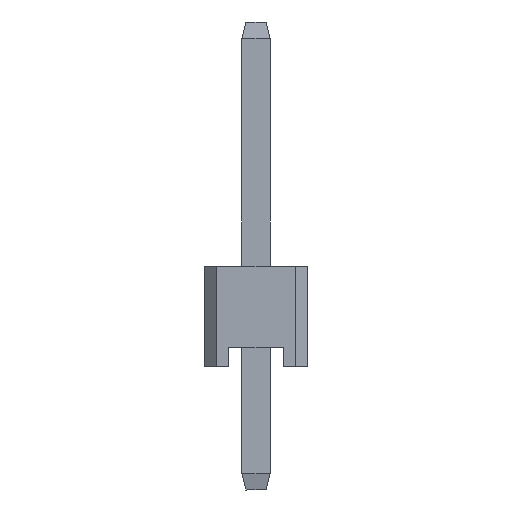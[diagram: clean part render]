
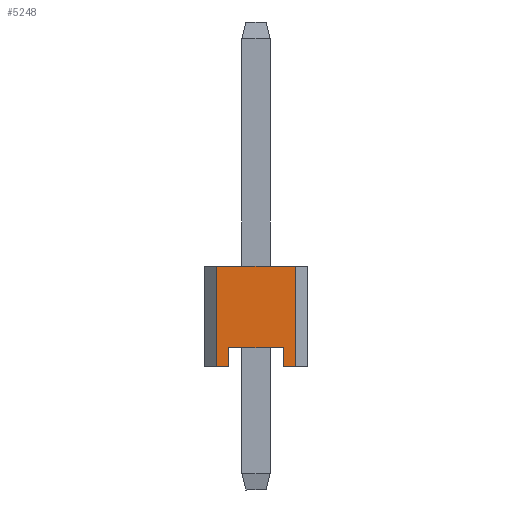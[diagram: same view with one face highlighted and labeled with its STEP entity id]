
A CAD part, front view. The second image highlights one B-rep face of the part: STEP entity #5248.
In plain terms, the highlighted face is planar.
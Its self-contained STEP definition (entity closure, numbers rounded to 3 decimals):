
#5 = CARTESIAN_POINT ( 'NONE',  ( 0.97, 1.27, 2.5 ) ) ;
#132 = VECTOR ( 'NONE', #317, 1000. ) ;
#205 = VECTOR ( 'NONE', #2015, 1000. ) ;
#262 = LINE ( 'NONE', #3624, #132 ) ;
#317 = DIRECTION ( 'NONE',  ( 1., 0., 0. ) ) ;
#474 = VERTEX_POINT ( 'NONE', #523 ) ;
#523 = CARTESIAN_POINT ( 'NONE',  ( 0.67, 1.27, 0.5 ) ) ;
#553 = LINE ( 'NONE', #2546, #2932 ) ;
#595 = CARTESIAN_POINT ( 'NONE',  ( 0., 1.27, 0.03 ) ) ;
#610 = ORIENTED_EDGE ( 'NONE', *, *, #1095, .T. ) ;
#646 = CARTESIAN_POINT ( 'NONE',  ( -0.67, 1.27, 0.03 ) ) ;
#747 = VERTEX_POINT ( 'NONE', #3065 ) ;
#957 = LINE ( 'NONE', #4633, #2062 ) ;
#980 = ORIENTED_EDGE ( 'NONE', *, *, #3616, .F. ) ;
#1033 = CARTESIAN_POINT ( 'NONE',  ( -0.97, 1.27, 2.5 ) ) ;
#1095 = EDGE_CURVE ( 'NONE', #474, #2461, #3625, .T. ) ;
#1223 = DIRECTION ( 'NONE',  ( -1., 0., 0. ) ) ;
#1228 = EDGE_CURVE ( 'NONE', #2699, #747, #1692, .T. ) ;
#1399 = DIRECTION ( 'NONE',  ( 0., 0., 1. ) ) ;
#1490 = DIRECTION ( 'NONE',  ( 0., 0., -1. ) ) ;
#1496 = ORIENTED_EDGE ( 'NONE', *, *, #4378, .F. ) ;
#1692 = LINE ( 'NONE', #5, #2823 ) ;
#1704 = CARTESIAN_POINT ( 'NONE',  ( -0.97, 1.27, 2.5 ) ) ;
#1830 = DIRECTION ( 'NONE',  ( 0., 0., 1. ) ) ;
#1951 = PLANE ( 'NONE',  #5830 ) ;
#2002 = ORIENTED_EDGE ( 'NONE', *, *, #4753, .F. ) ;
#2015 = DIRECTION ( 'NONE',  ( -1., 0., 0. ) ) ;
#2062 = VECTOR ( 'NONE', #5582, 1000. ) ;
#2083 = ORIENTED_EDGE ( 'NONE', *, *, #4042, .T. ) ;
#2126 = CARTESIAN_POINT ( 'NONE',  ( 0.97, 1.27, 0.03 ) ) ;
#2134 = CARTESIAN_POINT ( 'NONE',  ( -0.97, 1.27, 0.03 ) ) ;
#2461 = VERTEX_POINT ( 'NONE', #6043 ) ;
#2490 = EDGE_CURVE ( 'NONE', #4155, #474, #5704, .T. ) ;
#2546 = CARTESIAN_POINT ( 'NONE',  ( 0., 1.27, 2.5 ) ) ;
#2668 = ORIENTED_EDGE ( 'NONE', *, *, #1228, .F. ) ;
#2699 = VERTEX_POINT ( 'NONE', #2126 ) ;
#2796 = CARTESIAN_POINT ( 'NONE',  ( 0.67, 1.27, 0.53 ) ) ;
#2823 = VECTOR ( 'NONE', #1399, 1000. ) ;
#2857 = FACE_OUTER_BOUND ( 'NONE', #6096, .T. ) ;
#2932 = VECTOR ( 'NONE', #1223, 1000. ) ;
#3055 = VECTOR ( 'NONE', #6053, 1000. ) ;
#3065 = CARTESIAN_POINT ( 'NONE',  ( 0.97, 1.27, 2.5 ) ) ;
#3186 = EDGE_CURVE ( 'NONE', #2699, #4155, #3969, .T. ) ;
#3187 = VECTOR ( 'NONE', #1830, 1000. ) ;
#3242 = LINE ( 'NONE', #1704, #5750 ) ;
#3253 = CARTESIAN_POINT ( 'NONE',  ( -0.97, 1.27, 2.5 ) ) ;
#3290 = VERTEX_POINT ( 'NONE', #646 ) ;
#3616 = EDGE_CURVE ( 'NONE', #747, #4075, #553, .T. ) ;
#3624 = CARTESIAN_POINT ( 'NONE',  ( -0.97, 1.27, 0.03 ) ) ;
#3625 = LINE ( 'NONE', #5086, #3055 ) ;
#3969 = LINE ( 'NONE', #595, #205 ) ;
#4006 = ORIENTED_EDGE ( 'NONE', *, *, #3186, .T. ) ;
#4042 = EDGE_CURVE ( 'NONE', #2461, #3290, #957, .T. ) ;
#4075 = VERTEX_POINT ( 'NONE', #3253 ) ;
#4155 = VERTEX_POINT ( 'NONE', #4224 ) ;
#4161 = ORIENTED_EDGE ( 'NONE', *, *, #2490, .T. ) ;
#4224 = CARTESIAN_POINT ( 'NONE',  ( 0.67, 1.27, 0.03 ) ) ;
#4349 = DIRECTION ( 'NONE',  ( 0., -1., 0. ) ) ;
#4378 = EDGE_CURVE ( 'NONE', #4075, #5370, #3242, .T. ) ;
#4633 = CARTESIAN_POINT ( 'NONE',  ( -0.67, 1.27, 0.53 ) ) ;
#4753 = EDGE_CURVE ( 'NONE', #5370, #3290, #262, .T. ) ;
#5023 = DIRECTION ( 'NONE',  ( 0., 0., -1. ) ) ;
#5086 = CARTESIAN_POINT ( 'NONE',  ( 0., 1.27, 0.5 ) ) ;
#5248 = ADVANCED_FACE ( 'NONE', ( #2857 ), #1951, .F. ) ;
#5370 = VERTEX_POINT ( 'NONE', #2134 ) ;
#5582 = DIRECTION ( 'NONE',  ( 0., 0., -1. ) ) ;
#5704 = LINE ( 'NONE', #2796, #3187 ) ;
#5750 = VECTOR ( 'NONE', #5023, 1000. ) ;
#5830 = AXIS2_PLACEMENT_3D ( 'NONE', #1033, #4349, #1490 ) ;
#6043 = CARTESIAN_POINT ( 'NONE',  ( -0.67, 1.27, 0.5 ) ) ;
#6053 = DIRECTION ( 'NONE',  ( -1., 0., 0. ) ) ;
#6096 = EDGE_LOOP ( 'NONE', ( #980, #2668, #4006, #4161, #610, #2083, #2002, #1496 ) ) ;
